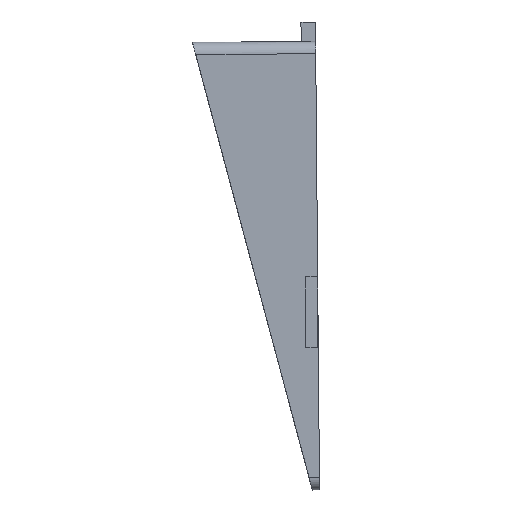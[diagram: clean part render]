
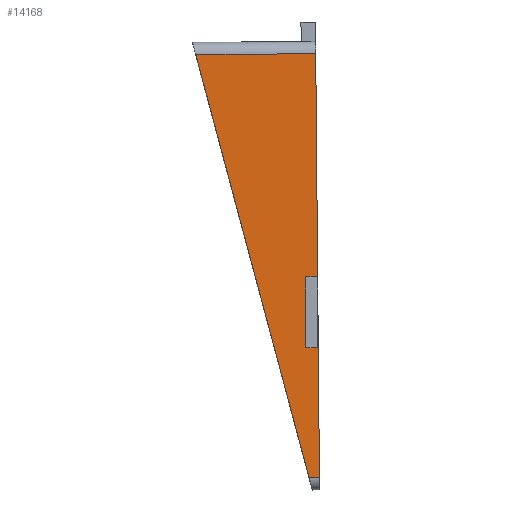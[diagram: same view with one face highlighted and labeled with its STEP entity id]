
A CAD part, left-side view. The second image highlights one B-rep face of the part: STEP entity #14168.
In plain terms, the highlighted planar face has unit normal (-1, 0, 0).
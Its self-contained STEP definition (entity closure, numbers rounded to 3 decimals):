
#288=FACE_BOUND('',#5378,.T.);
#1144=LINE('',#18688,#2636);
#2010=LINE('',#25039,#3502);
#2011=LINE('',#25042,#3503);
#2012=LINE('',#25043,#3504);
#2013=LINE('',#25046,#3505);
#2014=LINE('',#25048,#3506);
#2015=LINE('',#25050,#3507);
#2016=LINE('',#25051,#3508);
#2636=VECTOR('',#15788,10.);
#3502=VECTOR('',#17204,10.);
#3503=VECTOR('',#17207,10.);
#3504=VECTOR('',#17208,10.);
#3505=VECTOR('',#17209,10.);
#3506=VECTOR('',#17210,10.);
#3507=VECTOR('',#17211,10.);
#3508=VECTOR('',#17212,10.);
#4517=FACE_OUTER_BOUND('',#5377,.T.);
#5377=EDGE_LOOP('',(#12246,#12247,#12248,#12249));
#5378=EDGE_LOOP('',(#12250,#12251,#12252,#12253));
#5863=VERTEX_POINT('',#18685);
#5864=VERTEX_POINT('',#18687);
#6734=VERTEX_POINT('',#25037);
#6735=VERTEX_POINT('',#25041);
#6736=VERTEX_POINT('',#25044);
#6737=VERTEX_POINT('',#25045);
#6738=VERTEX_POINT('',#25047);
#6739=VERTEX_POINT('',#25049);
#7308=EDGE_CURVE('',#5863,#5864,#1144,.T.);
#8614=EDGE_CURVE('',#6734,#5863,#2010,.T.);
#8615=EDGE_CURVE('',#6735,#6734,#2011,.T.);
#8616=EDGE_CURVE('',#5864,#6735,#2012,.T.);
#8617=EDGE_CURVE('',#6736,#6737,#2013,.T.);
#8618=EDGE_CURVE('',#6737,#6738,#2014,.T.);
#8619=EDGE_CURVE('',#6738,#6739,#2015,.T.);
#8620=EDGE_CURVE('',#6739,#6736,#2016,.T.);
#12246=ORIENTED_EDGE('',*,*,#8614,.F.);
#12247=ORIENTED_EDGE('',*,*,#8615,.F.);
#12248=ORIENTED_EDGE('',*,*,#8616,.F.);
#12249=ORIENTED_EDGE('',*,*,#7308,.F.);
#12250=ORIENTED_EDGE('',*,*,#8617,.T.);
#12251=ORIENTED_EDGE('',*,*,#8618,.T.);
#12252=ORIENTED_EDGE('',*,*,#8619,.T.);
#12253=ORIENTED_EDGE('',*,*,#8620,.T.);
#13373=PLANE('',#14855);
#14168=ADVANCED_FACE('',(#4517,#288),#13373,.T.);
#14855=AXIS2_PLACEMENT_3D('',#25040,#17205,#17206);
#15788=DIRECTION('',(0.,0.259,0.966));
#17204=DIRECTION('',(0.,1.,-0.009));
#17205=DIRECTION('center_axis',(-1.,0.,0.));
#17206=DIRECTION('ref_axis',(0.,0.009,1.));
#17207=DIRECTION('',(0.,-0.009,-1.));
#17208=DIRECTION('',(0.,-1.,0.009));
#17209=DIRECTION('',(0.,0.,1.));
#17210=DIRECTION('',(0.,-1.,0.));
#17211=DIRECTION('',(0.,0.,-1.));
#17212=DIRECTION('',(0.,1.,0.));
#18685=CARTESIAN_POINT('',(-29.741,106.029,-69.152));
#18687=CARTESIAN_POINT('',(-29.741,170.457,171.295));
#18688=CARTESIAN_POINT('',(-29.741,121.612,-10.996));
#25037=CARTESIAN_POINT('',(-29.741,100.166,-69.101));
#25039=CARTESIAN_POINT('',(-29.741,100.166,-69.101));
#25040=CARTESIAN_POINT('Origin',(-29.741,100.105,-76.101));
#25041=CARTESIAN_POINT('',(-29.741,102.27,171.89));
#25042=CARTESIAN_POINT('',(-29.741,102.331,178.89));
#25043=CARTESIAN_POINT('',(-29.741,102.27,171.89));
#25044=CARTESIAN_POINT('',(-29.741,108.,4.856));
#25045=CARTESIAN_POINT('',(-29.741,108.,45.));
#25046=CARTESIAN_POINT('',(-29.741,108.,-15.55));
#25047=CARTESIAN_POINT('',(-29.741,101.218,45.));
#25048=CARTESIAN_POINT('',(-29.741,100.662,45.));
#25049=CARTESIAN_POINT('',(-29.741,101.218,4.856));
#25050=CARTESIAN_POINT('',(-29.741,101.218,-35.622));
#25051=CARTESIAN_POINT('',(-29.741,104.053,4.856));
